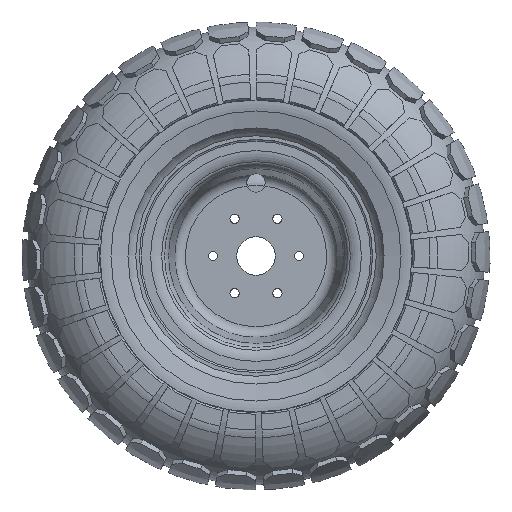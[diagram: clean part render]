
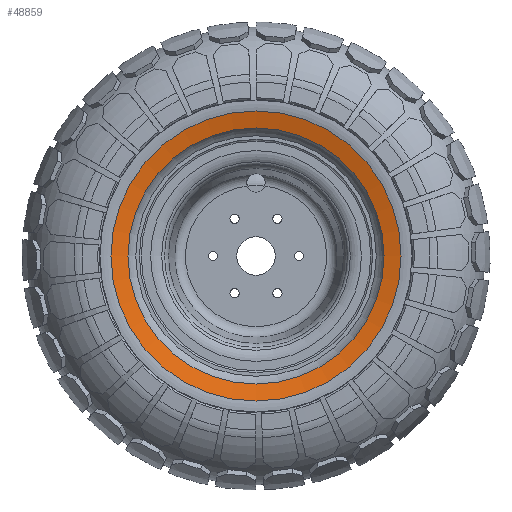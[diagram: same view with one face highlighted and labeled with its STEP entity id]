
A CAD part, front view. The second image highlights one B-rep face of the part: STEP entity #48859.
In plain terms, the highlighted conical face has half-angle 75.788 degrees and reference radius 0 mm.
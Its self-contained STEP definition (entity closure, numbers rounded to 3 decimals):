
#27928=CARTESIAN_POINT('',(0.,-41.355,79.298));
#27929=VERTEX_POINT('',#27928);
#27937=CARTESIAN_POINT('',(0.,-41.355,0.));
#27938=DIRECTION('',(0.,0.,1.));
#27939=DIRECTION('',(0.,1.,0.));
#27940=AXIS2_PLACEMENT_3D('',#27937,#27939,#27938);
#27941=CIRCLE('',#27940,79.298);
#27942=EDGE_CURVE('',#27929,#27929,#27941,.T.);
#48835=CARTESIAN_POINT('',(0.,-21.272,0.));
#48836=DIRECTION('',(0.,0.,1.));
#48837=DIRECTION('',(0.,-1.,0.));
#48838=AXIS2_PLACEMENT_3D('',#48835,#48837,#48836);
#48839=CONICAL_SURFACE('',#48838,0.,1.323);
#48840=CARTESIAN_POINT('',(0.,-39.,70.));
#48841=VERTEX_POINT('',#48840);
#48842=CARTESIAN_POINT('',(0.,-41.355,79.298));
#48843=DIRECTION('',(0.,0.246,-0.969));
#48844=VECTOR('',#48843,9.591);
#48845=LINE('',#48842,#48844);
#48846=EDGE_CURVE('',#27929,#48841,#48845,.T.);
#48847=ORIENTED_EDGE('',*,*,#48846,.T.);
#48848=CARTESIAN_POINT('',(0.,-39.,0.));
#48849=DIRECTION('',(-0.,-0.,1.));
#48850=DIRECTION('',(-0.,1.,0.));
#48851=AXIS2_PLACEMENT_3D('',#48848,#48850,#48849);
#48852=CIRCLE('',#48851,70.);
#48853=EDGE_CURVE('',#48841,#48841,#48852,.T.);
#48854=ORIENTED_EDGE('',*,*,#48853,.T.);
#48855=ORIENTED_EDGE('',*,*,#48846,.F.);
#48856=ORIENTED_EDGE('',*,*,#27942,.F.);
#48857=EDGE_LOOP('',(#48847,#48854,#48855,#48856));
#48858=FACE_OUTER_BOUND('',#48857,.T.);
#48859=ADVANCED_FACE('',(#48858),#48839,.F.);
